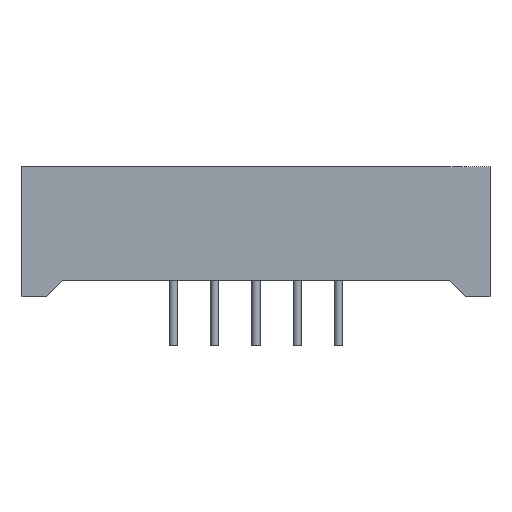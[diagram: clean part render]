
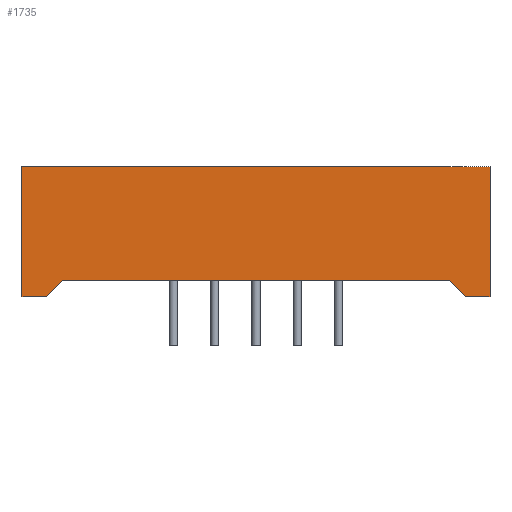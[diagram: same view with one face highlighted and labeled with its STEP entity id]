
A CAD part, front view. The second image highlights one B-rep face of the part: STEP entity #1735.
In plain terms, the highlighted planar face has unit normal (0, -1, 0).
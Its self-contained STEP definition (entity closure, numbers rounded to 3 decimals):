
#172=FACE_OUTER_BOUND('',#279,.T.);
#279=EDGE_LOOP('',(#1485,#1486,#1487,#1488,#1489,#1490,#1491,#1492));
#446=LINE('',#2698,#655);
#471=LINE('',#2747,#680);
#480=LINE('',#2764,#689);
#483=LINE('',#2770,#692);
#491=LINE('',#2786,#700);
#494=LINE('',#2792,#703);
#495=LINE('',#2795,#704);
#496=LINE('',#2796,#705);
#655=VECTOR('',#2221,10.);
#680=VECTOR('',#2264,10.);
#689=VECTOR('',#2281,10.);
#692=VECTOR('',#2286,10.);
#700=VECTOR('',#2302,10.);
#703=VECTOR('',#2307,10.);
#704=VECTOR('',#2310,10.);
#705=VECTOR('',#2311,10.);
#832=VERTEX_POINT('',#2695);
#833=VERTEX_POINT('',#2697);
#848=VERTEX_POINT('',#2746);
#852=VERTEX_POINT('',#2762);
#854=VERTEX_POINT('',#2768);
#858=VERTEX_POINT('',#2784);
#860=VERTEX_POINT('',#2790);
#861=VERTEX_POINT('',#2794);
#1040=EDGE_CURVE('',#832,#833,#446,.T.);
#1065=EDGE_CURVE('',#833,#848,#471,.T.);
#1074=EDGE_CURVE('',#852,#848,#480,.T.);
#1077=EDGE_CURVE('',#854,#832,#483,.T.);
#1085=EDGE_CURVE('',#858,#854,#491,.T.);
#1088=EDGE_CURVE('',#858,#860,#494,.T.);
#1089=EDGE_CURVE('',#861,#860,#495,.T.);
#1090=EDGE_CURVE('',#852,#861,#496,.T.);
#1485=ORIENTED_EDGE('',*,*,#1088,.T.);
#1486=ORIENTED_EDGE('',*,*,#1089,.F.);
#1487=ORIENTED_EDGE('',*,*,#1090,.F.);
#1488=ORIENTED_EDGE('',*,*,#1074,.T.);
#1489=ORIENTED_EDGE('',*,*,#1065,.F.);
#1490=ORIENTED_EDGE('',*,*,#1040,.F.);
#1491=ORIENTED_EDGE('',*,*,#1077,.F.);
#1492=ORIENTED_EDGE('',*,*,#1085,.F.);
#1638=PLANE('',#1868);
#1735=ADVANCED_FACE('',(#172),#1638,.T.);
#1868=AXIS2_PLACEMENT_3D('',#2793,#2308,#2309);
#2221=DIRECTION('',(-1.,0.,0.));
#2264=DIRECTION('',(-0.707,0.,-0.707));
#2281=DIRECTION('',(1.,0.,0.));
#2286=DIRECTION('',(-0.707,0.,0.707));
#2302=DIRECTION('',(-1.,0.,0.));
#2307=DIRECTION('',(0.,0.,1.));
#2308=DIRECTION('center_axis',(0.,-1.,0.));
#2309=DIRECTION('ref_axis',(1.,0.,0.));
#2310=DIRECTION('',(1.,0.,0.));
#2311=DIRECTION('',(0.,0.,1.));
#2695=CARTESIAN_POINT('',(11.9,-20.4,0.));
#2697=CARTESIAN_POINT('',(-11.9,-20.4,0.));
#2698=CARTESIAN_POINT('',(14.4,-20.4,0.));
#2746=CARTESIAN_POINT('',(-12.9,-20.4,-1.));
#2747=CARTESIAN_POINT('',(-12.775,-20.4,-0.875));
#2762=CARTESIAN_POINT('',(-14.4,-20.4,-1.));
#2764=CARTESIAN_POINT('',(-14.4,-20.4,-1.));
#2768=CARTESIAN_POINT('',(12.9,-20.4,-1.));
#2770=CARTESIAN_POINT('',(5.575,-20.4,6.325));
#2784=CARTESIAN_POINT('',(14.4,-20.4,-1.));
#2786=CARTESIAN_POINT('',(14.4,-20.4,-1.));
#2790=CARTESIAN_POINT('',(14.4,-20.4,7.));
#2792=CARTESIAN_POINT('',(14.4,-20.4,0.));
#2793=CARTESIAN_POINT('Origin',(-14.4,-20.4,0.));
#2794=CARTESIAN_POINT('',(-14.4,-20.4,7.));
#2795=CARTESIAN_POINT('',(14.4,-20.4,7.));
#2796=CARTESIAN_POINT('',(-14.4,-20.4,0.));
